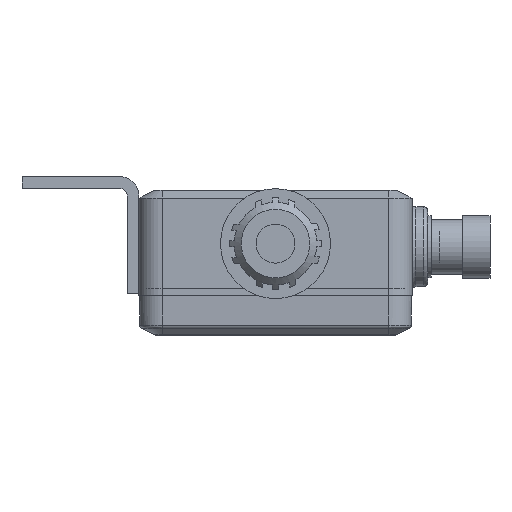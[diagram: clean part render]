
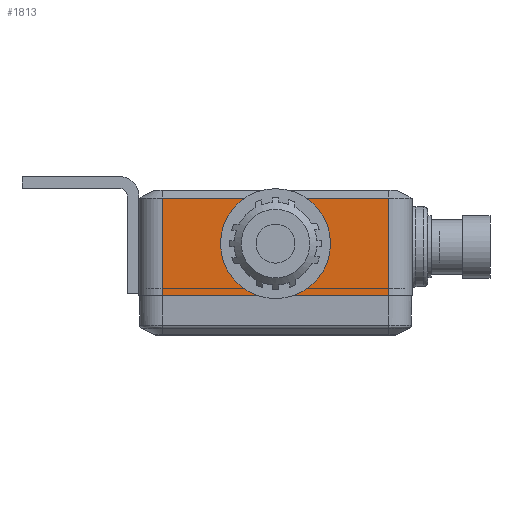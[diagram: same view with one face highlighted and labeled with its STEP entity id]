
A CAD part, front view. The second image highlights one B-rep face of the part: STEP entity #1813.
In plain terms, the highlighted planar face has unit normal (0, -1, 0).
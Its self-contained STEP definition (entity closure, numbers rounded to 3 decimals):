
#1047=FACE_OUTER_BOUND('',#4198,.T.);
#1813=ADVANCED_FACE('',(#1047),#2548,.T.);
#2548=PLANE('',#12802);
#3193=CIRCLE('',#12801,5.998);
#4198=EDGE_LOOP('',(#5342,#5343,#5344,#5345,#5346,#5347));
#5342=ORIENTED_EDGE('',*,*,#9591,.T.);
#5343=ORIENTED_EDGE('',*,*,#9592,.T.);
#5344=ORIENTED_EDGE('',*,*,#9593,.T.);
#5345=ORIENTED_EDGE('',*,*,#9594,.T.);
#5346=ORIENTED_EDGE('',*,*,#9595,.F.);
#5347=ORIENTED_EDGE('',*,*,#9596,.T.);
#8498=VERTEX_POINT('',#18124);
#8499=VERTEX_POINT('',#18125);
#8500=VERTEX_POINT('',#18127);
#8501=VERTEX_POINT('',#18129);
#8502=VERTEX_POINT('',#18131);
#8503=VERTEX_POINT('',#18133);
#9591=EDGE_CURVE('',#8498,#8499,#11074,.T.);
#9592=EDGE_CURVE('',#8499,#8500,#3193,.T.);
#9593=EDGE_CURVE('',#8500,#8501,#11075,.T.);
#9594=EDGE_CURVE('',#8501,#8502,#11076,.T.);
#9595=EDGE_CURVE('',#8503,#8502,#11077,.T.);
#9596=EDGE_CURVE('',#8503,#8498,#11078,.T.);
#11074=LINE('',#18123,#11937);
#11075=LINE('',#18128,#11938);
#11076=LINE('',#18130,#11939);
#11077=LINE('',#18132,#11940);
#11078=LINE('',#18134,#11941);
#11937=VECTOR('',#14302,1.);
#11938=VECTOR('',#14305,1.);
#11939=VECTOR('',#14306,1.);
#11940=VECTOR('',#14307,1.);
#11941=VECTOR('',#14308,1.);
#12801=AXIS2_PLACEMENT_3D('',#18126,#14303,#14304);
#12802=AXIS2_PLACEMENT_3D('',#18135,#14309,#14310);
#14302=DIRECTION('',(-1.,0.,0.));
#14303=DIRECTION('',(0.,1.,0.));
#14304=DIRECTION('',(0.,0.,-1.));
#14305=DIRECTION('',(-1.,0.,0.));
#14306=DIRECTION('',(0.,0.,-1.));
#14307=DIRECTION('',(-1.,0.,0.));
#14308=DIRECTION('',(0.,0.,1.));
#14309=DIRECTION('',(0.,-1.,0.));
#14310=DIRECTION('',(0.,0.,-1.));
#18123=CARTESIAN_POINT('',(-167.779,-64.25,12.489));
#18124=CARTESIAN_POINT('',(-135.779,-64.25,12.489));
#18125=CARTESIAN_POINT('',(-148.926,-64.25,12.489));
#18126=CARTESIAN_POINT('',(-150.279,-64.25,6.646));
#18127=CARTESIAN_POINT('',(-151.631,-64.25,12.489));
#18128=CARTESIAN_POINT('',(-167.779,-64.25,12.489));
#18129=CARTESIAN_POINT('',(-164.779,-64.25,12.489));
#18130=CARTESIAN_POINT('',(-164.779,-64.25,-0.016));
#18131=CARTESIAN_POINT('',(-164.779,-64.25,-0.016));
#18132=CARTESIAN_POINT('',(-167.779,-64.25,-0.016));
#18133=CARTESIAN_POINT('',(-135.779,-64.25,-0.016));
#18134=CARTESIAN_POINT('',(-135.779,-64.25,-0.016));
#18135=CARTESIAN_POINT('',(-167.779,-64.25,-0.016));
